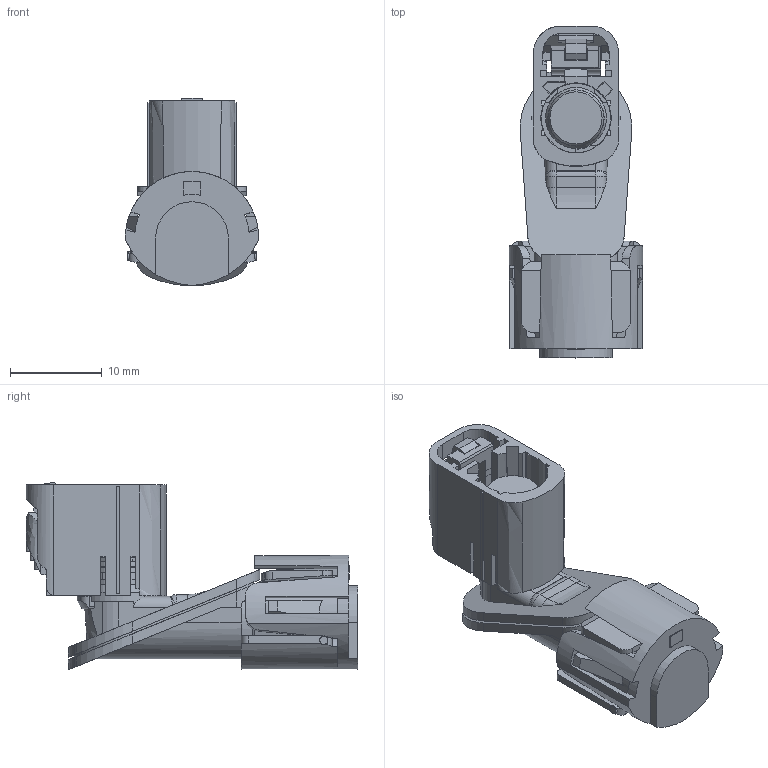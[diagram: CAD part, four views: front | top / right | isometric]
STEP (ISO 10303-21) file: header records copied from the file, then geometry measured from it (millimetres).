
FILE_DESCRIPTION(/* description */ (''),/* implementation_level */ '2;1');
FILE_NAME(/* name */ '35339728-ENV11_01-CONN.stp',/* time_stamp */ '2022-09-21T14:14:30+08:00',/* author */ (''),/* organization */ (''),/* preprocessor_version */ 'ST-DEVELOPER v16',/* originating_system */ 'SIEMENS PLM Software NX 11.0',/* authorisation */ '');
FILE_SCHEMA (('AP203_CONFIGURATION_CONTROLLED_3D_DESIGN_OF_MECHANICAL_PARTS_AND_ASSEMBLIES_MIM_LF { 1 0 10303 403 2 1 2}'));
Length unit declared in the file: millimetre
Products named in the file (1): qzmh33E040EDj9qy
Bounding box: 14.5 x 36.1 x 20.4 mm (x, y, z)
Volume: 3382.9 mm3; surface area: 3806.9 mm2
Topology: 2 solids, 2 shells, 480 faces, 1417 edges, 939 vertices
Faces by surface type: plane 315, cylinder 131, cone 20, bspline 6, sphere 5, torus 3
Full cylindrical faces by diameter (mm): 0.9 x2, 6.3 x1, 6.32 x1, 6.628 x1, 7.55 x1
Entity records: 16627 total; most frequent: CARTESIAN_POINT 3723, ORIENTED_EDGE 2768, DIRECTION 2580, EDGE_CURVE 1384, VERTEX_POINT 923, LINE 910, VECTOR 910, AXIS2_PLACEMENT_3D 835
